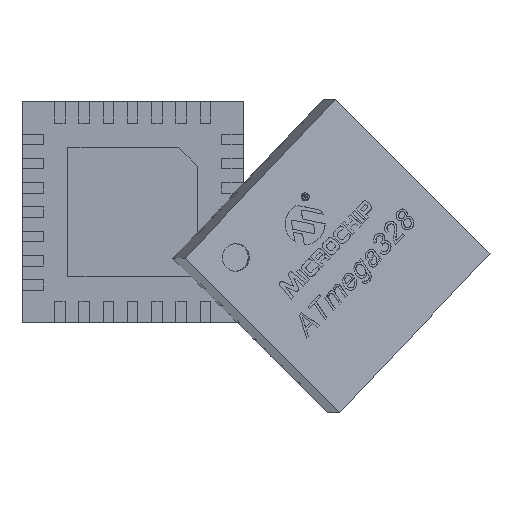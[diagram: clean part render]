
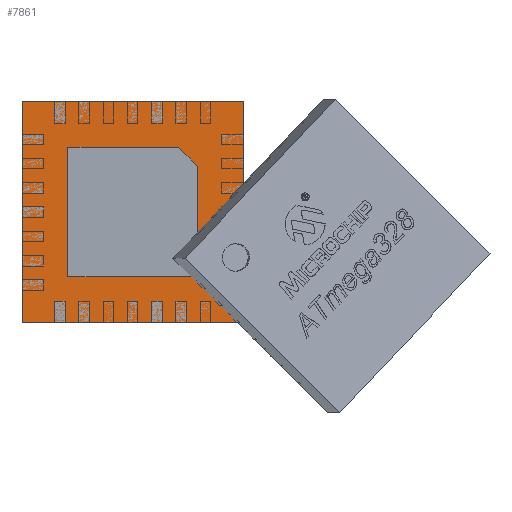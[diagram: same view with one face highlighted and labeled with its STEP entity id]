
A CAD part, top view. The second image highlights one B-rep face of the part: STEP entity #7861.
In plain terms, the highlighted face is planar.
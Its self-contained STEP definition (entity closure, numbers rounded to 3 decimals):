
#1328 = ORIENTED_EDGE ( 'NONE', *, *, #16828, .F. ) ;
#1335 = CARTESIAN_POINT ( 'NONE',  ( 0., 4.1, 0. ) ) ;
#1699 = EDGE_LOOP ( 'NONE', ( #11130, #16273, #1328, #13373 ) ) ;
#1743 = CARTESIAN_POINT ( 'NONE',  ( 0., 0., 0. ) ) ;
#2151 = FACE_OUTER_BOUND ( 'NONE', #1699, .T. ) ;
#2994 = CARTESIAN_POINT ( 'NONE',  ( 0., 0., 0. ) ) ;
#3287 = VECTOR ( 'NONE', #7237, 1000. ) ;
#3542 = LINE ( 'NONE', #10393, #12515 ) ;
#3768 = CARTESIAN_POINT ( 'NONE',  ( 0., 0., 0. ) ) ;
#4471 = VERTEX_POINT ( 'NONE', #1335 ) ;
#4897 = EDGE_CURVE ( 'NONE', #12572, #4471, #14068, .T. ) ;
#5465 = DIRECTION ( 'NONE',  ( 0., 1., 0. ) ) ;
#5753 = VERTEX_POINT ( 'NONE', #13285 ) ;
#7023 = EDGE_CURVE ( 'NONE', #4471, #5753, #3542, .T. ) ;
#7236 = AXIS2_PLACEMENT_3D ( 'NONE', #3768, #17080, #15727 ) ;
#7237 = DIRECTION ( 'NONE',  ( 0., 1., 0. ) ) ;
#7861 = ADVANCED_FACE ( 'NONE', ( #2151 ), #12949, .F. ) ;
#7888 = EDGE_CURVE ( 'NONE', #11769, #5753, #15178, .T. ) ;
#10393 = CARTESIAN_POINT ( 'NONE',  ( 0., 4.1, 0. ) ) ;
#11130 = ORIENTED_EDGE ( 'NONE', *, *, #7023, .T. ) ;
#11285 = DIRECTION ( 'NONE',  ( 1., 0., 0. ) ) ;
#11769 = VERTEX_POINT ( 'NONE', #13929 ) ;
#12515 = VECTOR ( 'NONE', #17477, 1000. ) ;
#12572 = VERTEX_POINT ( 'NONE', #14585 ) ;
#12949 = PLANE ( 'NONE',  #7236 ) ;
#13285 = CARTESIAN_POINT ( 'NONE',  ( 4.1, 4.1, 0. ) ) ;
#13373 = ORIENTED_EDGE ( 'NONE', *, *, #4897, .T. ) ;
#13488 = CARTESIAN_POINT ( 'NONE',  ( 4.1, 0., 0. ) ) ;
#13929 = CARTESIAN_POINT ( 'NONE',  ( 4.1, 0., 0. ) ) ;
#14068 = LINE ( 'NONE', #1743, #3287 ) ;
#14585 = CARTESIAN_POINT ( 'NONE',  ( 0., 0., 0. ) ) ;
#15178 = LINE ( 'NONE', #13488, #17290 ) ;
#15226 = LINE ( 'NONE', #2994, #16680 ) ;
#15727 = DIRECTION ( 'NONE',  ( 1., 0., 0. ) ) ;
#16273 = ORIENTED_EDGE ( 'NONE', *, *, #7888, .F. ) ;
#16680 = VECTOR ( 'NONE', #11285, 1000. ) ;
#16828 = EDGE_CURVE ( 'NONE', #12572, #11769, #15226, .T. ) ;
#17080 = DIRECTION ( 'NONE',  ( 0., 0., 1. ) ) ;
#17290 = VECTOR ( 'NONE', #5465, 1000. ) ;
#17477 = DIRECTION ( 'NONE',  ( 1., 0., 0. ) ) ;
